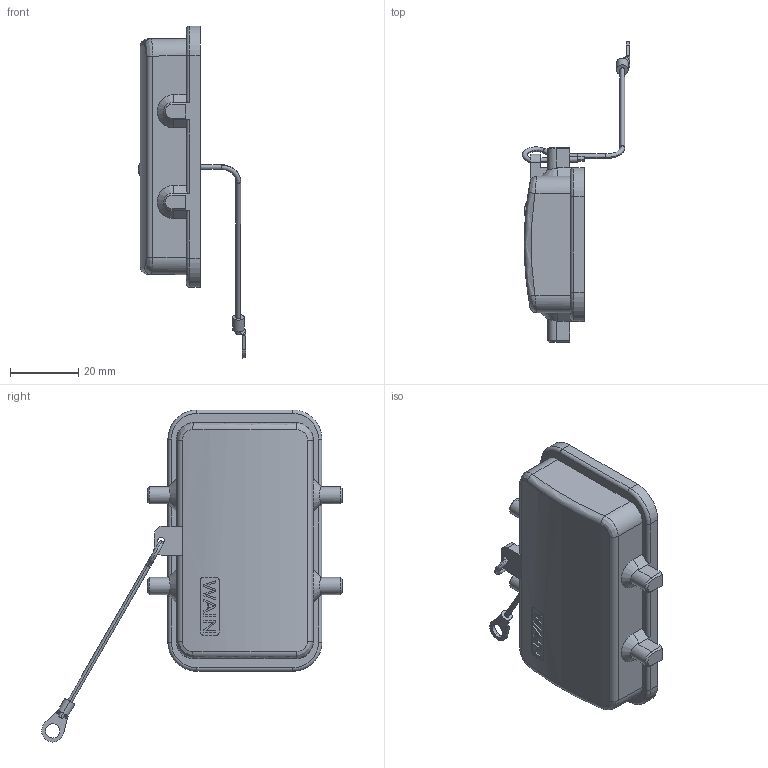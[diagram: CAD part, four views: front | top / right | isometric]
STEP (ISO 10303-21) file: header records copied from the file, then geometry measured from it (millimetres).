
FILE_DESCRIPTION((''),'2;1');
FILE_NAME('PRT0650','2019-09-12T',('zl.chen'),(''),'PRO/ENGINEER BY PARAMETRIC TECHNOLOGY CORPORATION, 2013430','PRO/ENGINEER BY PARAMETRIC TECHNOLOGY CORPORATION, 2013430','');
FILE_SCHEMA(('CONFIG_CONTROL_DESIGN','SHAPE_APPEARANCE_LAYERS_GROUPS'));
Length unit declared in the file: millimetre
Products named in the file (1): PRT0650
Bounding box: 31.5 x 87.91 x 97.06 mm (x, y, z)
Volume: 13735.2 mm3; surface area: 14241 mm2
Topology: 1 solids, 1 shells, 295 faces, 777 edges, 496 vertices
Faces by surface type: plane 134, cylinder 90, torus 26, bspline 19, cone 16, extrusion 10
Entity records: 10590 total; most frequent: CARTESIAN_POINT 3282, ORIENTED_EDGE 1554, DIRECTION 1363, EDGE_CURVE 777, VERTEX_POINT 496, AXIS2_PLACEMENT_3D 475, VECTOR 413, LINE 403
